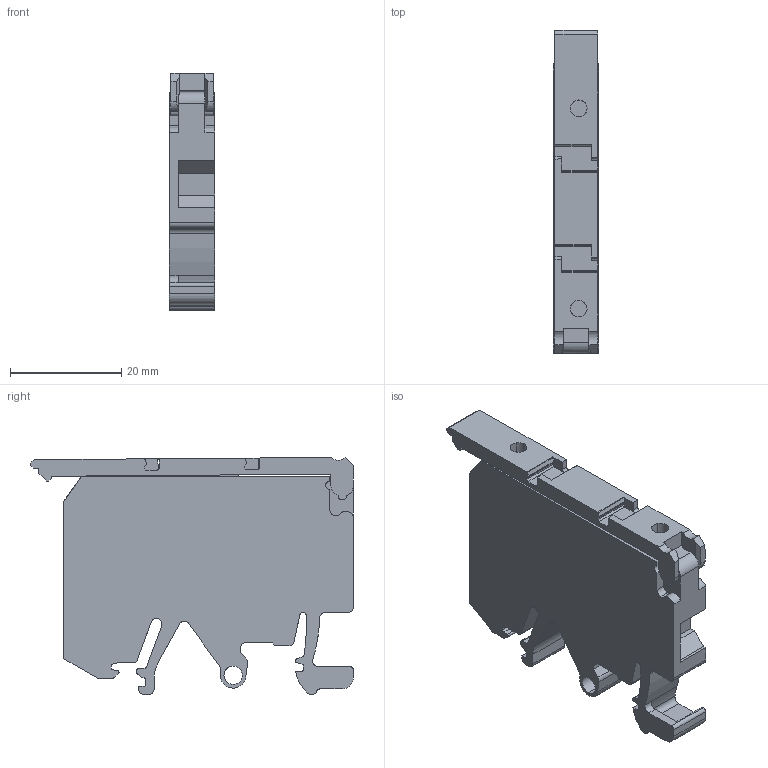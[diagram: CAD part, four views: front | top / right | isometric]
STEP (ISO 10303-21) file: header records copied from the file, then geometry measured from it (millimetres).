
FILE_DESCRIPTION(('CATIA V5 STEP Exchange','CAx-IF Rec.Pracs.--- Model Styling and Organization---1.5--- 2016-08-15','CAx-IF Rec.Pracs.---Supplemental Geometry---1.0---2011-11-01','CAx-IF Rec.Pracs.--- Composite Materials ---1.1---2010-07-15'),'2;1');
FILE_NAME ('D1445781_1', '2025-09-22T06:15:10+00:00', ('none'), ('Weidmueller'), 'CATIA Version 5-6 Release 2024 SP4', 'CATIA V5 STEP AP214 v3', 'none');
FILE_SCHEMA(('AUTOMOTIVE_DESIGN { 1 0 10303 214 1 1 1 1 }'));
Length unit declared in the file: millimetre
Products named in the file (1): 0222760000
Bounding box: 8.11 x 58.03 x 42.59 mm (x, y, z)
Volume: 13783.1 mm3; surface area: 7104.4 mm2
Topology: 1 solids, 1 shells, 229 faces, 691 edges, 465 vertices
Faces by surface type: plane 146, cylinder 83
Entity records: 7632 total; most frequent: CARTESIAN_POINT 1602, ORIENTED_EDGE 1382, DIRECTION 1032, EDGE_CURVE 691, VECTOR 520, LINE 520, VERTEX_POINT 465, AXIS2_PLACEMENT_3D 329
